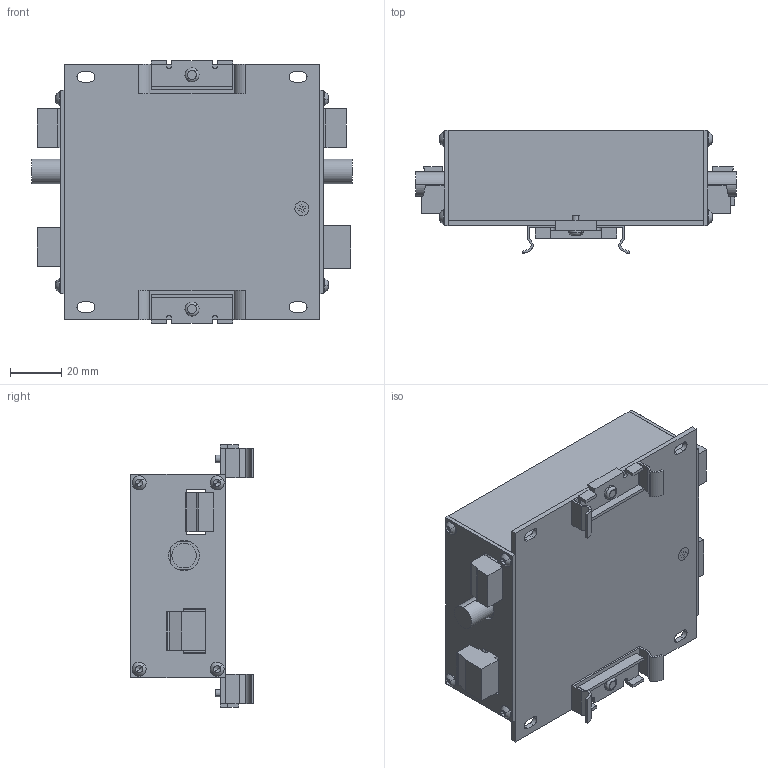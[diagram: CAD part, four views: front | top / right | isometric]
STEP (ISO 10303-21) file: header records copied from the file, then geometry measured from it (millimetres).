
FILE_DESCRIPTION (( 'STEP AP214' ), '1' );
FILE_NAME ('5081072.stp', '2020-09-04T13:45:57', ( '' ), ( '' ), 'SwSTEP 2.0', 'SolidWorks 2020', '' );
FILE_SCHEMA (( 'AUTOMOTIVE_DESIGN' ));
Length unit declared in the file: millimetre
Products named in the file (16): P_0000011061_1_Standard; 019462_Standard; 130091; 113082_Standard; 113057_Protected RJ45+Power; P_0000011582_1_Standard; 019042_ISO 7046-1 - M3 x 6 - Z --- 6N; 114853_Standard; P_0000012681_1; 113077_Standard; 112273_Standard; 113083_Standard; 113058_unprotected Power+RS+Network; 5081072; 071380_Standard; 105660_mit LED
Assembly tree (26 placements, depth 3):
  5081072
    114853_Standard
      P_0000012681_1
      P_0000011582_1_Standard  x2
    105660_mit LED
    113057_Protected RJ45+Power
    113058_unprotected Power+RS+Network
    113077_Standard
    130091
    113082_Standard
    113083_Standard
    071380_Standard  x8
    019042_ISO 7046-1 - M3 x 6 - Z --- 6N
    P_0000011061_1_Standard  x2
    112273_Standard  x2
    019462_Standard  x2
Bounding box: 125.46 x 47.97 x 102.56 mm (x, y, z)
Volume: 96165.1 mm3; surface area: 93243.2 mm2
Topology: 25 solids, 25 shells, 409 faces, 990 edges, 632 vertices
Faces by surface type: plane 239, cylinder 132, torus 20, cone 18
Entity records: 9205 total; most frequent: CARTESIAN_POINT 1365, DIRECTION 1359, ORIENTED_EDGE 1294, EDGE_CURVE 647, LINE 501, VECTOR 501, AXIS2_PLACEMENT_3D 429, VERTEX_POINT 427
